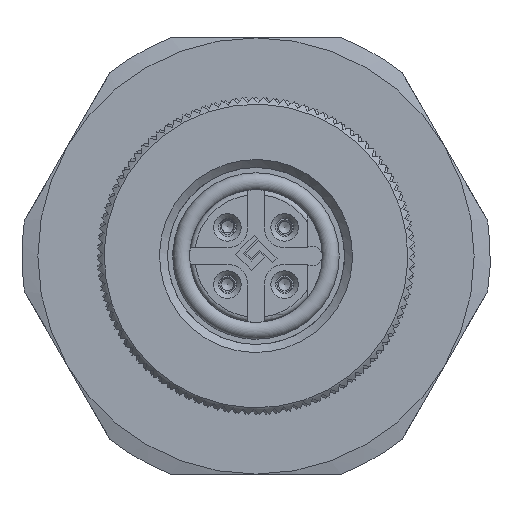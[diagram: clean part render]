
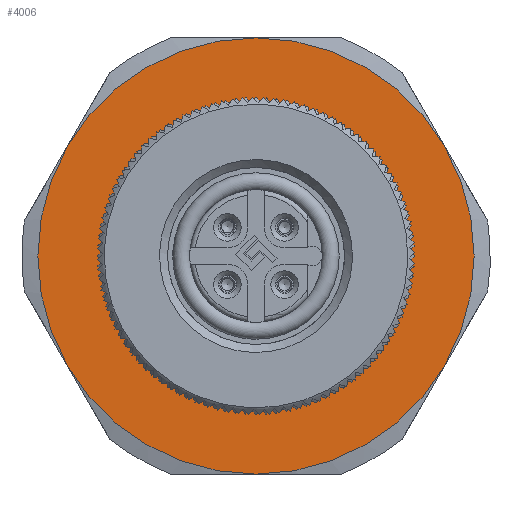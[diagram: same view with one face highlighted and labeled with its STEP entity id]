
A CAD part, left-side view. The second image highlights one B-rep face of the part: STEP entity #4006.
In plain terms, the highlighted planar face has unit normal (-1, 0, 0).
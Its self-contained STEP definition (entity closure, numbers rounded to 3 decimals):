
#4006=ADVANCED_FACE('',(#5323,#5324),#4972,.F.);
#4972=PLANE('',#15708);
#5323=FACE_BOUND('',#5719,.T.);
#5324=FACE_BOUND('',#5720,.T.);
#5719=EDGE_LOOP('',(#7769));
#5720=EDGE_LOOP('',(#7770,#7771,#7772,#7773,#7774,#7775));
#7769=ORIENTED_EDGE('',*,*,#13172,.F.);
#7770=ORIENTED_EDGE('',*,*,#13173,.T.);
#7771=ORIENTED_EDGE('',*,*,#13174,.T.);
#7772=ORIENTED_EDGE('',*,*,#13175,.T.);
#7773=ORIENTED_EDGE('',*,*,#13176,.T.);
#7774=ORIENTED_EDGE('',*,*,#13177,.T.);
#7775=ORIENTED_EDGE('',*,*,#13178,.T.);
#11563=VERTEX_POINT('',#23398);
#11564=VERTEX_POINT('',#23400);
#11565=VERTEX_POINT('',#23401);
#11566=VERTEX_POINT('',#23403);
#11567=VERTEX_POINT('',#23405);
#11568=VERTEX_POINT('',#23407);
#11569=VERTEX_POINT('',#23409);
#13172=EDGE_CURVE('',#11563,#11563,#14872,.T.);
#13173=EDGE_CURVE('',#11564,#11565,#14873,.T.);
#13174=EDGE_CURVE('',#11565,#11566,#14874,.T.);
#13175=EDGE_CURVE('',#11566,#11567,#14875,.T.);
#13176=EDGE_CURVE('',#11567,#11568,#14876,.T.);
#13177=EDGE_CURVE('',#11568,#11569,#14877,.T.);
#13178=EDGE_CURVE('',#11569,#11564,#14878,.T.);
#14872=CIRCLE('',#15701,9.);
#14873=CIRCLE('',#15702,13.5);
#14874=CIRCLE('',#15703,13.5);
#14875=CIRCLE('',#15704,13.5);
#14876=CIRCLE('',#15705,13.5);
#14877=CIRCLE('',#15706,13.5);
#14878=CIRCLE('',#15707,13.5);
#15701=AXIS2_PLACEMENT_3D('',#23397,#17722,#17723);
#15702=AXIS2_PLACEMENT_3D('',#23399,#17724,#17725);
#15703=AXIS2_PLACEMENT_3D('',#23402,#17726,#17727);
#15704=AXIS2_PLACEMENT_3D('',#23404,#17728,#17729);
#15705=AXIS2_PLACEMENT_3D('',#23406,#17730,#17731);
#15706=AXIS2_PLACEMENT_3D('',#23408,#17732,#17733);
#15707=AXIS2_PLACEMENT_3D('',#23410,#17734,#17735);
#15708=AXIS2_PLACEMENT_3D('',#23411,#17736,#17737);
#17722=DIRECTION('',(-1.,0.,0.));
#17723=DIRECTION('',(0.,0.,1.));
#17724=DIRECTION('',(-1.,0.,0.));
#17725=DIRECTION('',(0.,0.,1.));
#17726=DIRECTION('',(-1.,0.,0.));
#17727=DIRECTION('',(0.,0.,1.));
#17728=DIRECTION('',(-1.,0.,0.));
#17729=DIRECTION('',(0.,0.,1.));
#17730=DIRECTION('',(-1.,0.,0.));
#17731=DIRECTION('',(0.,0.,1.));
#17732=DIRECTION('',(-1.,0.,0.));
#17733=DIRECTION('',(0.,0.,1.));
#17734=DIRECTION('',(-1.,0.,0.));
#17735=DIRECTION('',(0.,0.,1.));
#17736=DIRECTION('',(1.,0.,0.));
#17737=DIRECTION('',(0.,0.,1.));
#23397=CARTESIAN_POINT('',(9.,0.,0.));
#23398=CARTESIAN_POINT('',(9.,0.,9.));
#23399=CARTESIAN_POINT('',(9.,0.,0.));
#23400=CARTESIAN_POINT('',(9.,11.691,-6.75));
#23401=CARTESIAN_POINT('',(9.,0.,-13.5));
#23402=CARTESIAN_POINT('',(9.,0.,0.));
#23403=CARTESIAN_POINT('',(9.,-11.691,-6.75));
#23404=CARTESIAN_POINT('',(9.,0.,0.));
#23405=CARTESIAN_POINT('',(9.,-11.691,6.75));
#23406=CARTESIAN_POINT('',(9.,0.,0.));
#23407=CARTESIAN_POINT('',(9.,0.,13.5));
#23408=CARTESIAN_POINT('',(9.,0.,0.));
#23409=CARTESIAN_POINT('',(9.,11.691,6.75));
#23410=CARTESIAN_POINT('',(9.,0.,0.));
#23411=CARTESIAN_POINT('',(9.,0.,0.));
